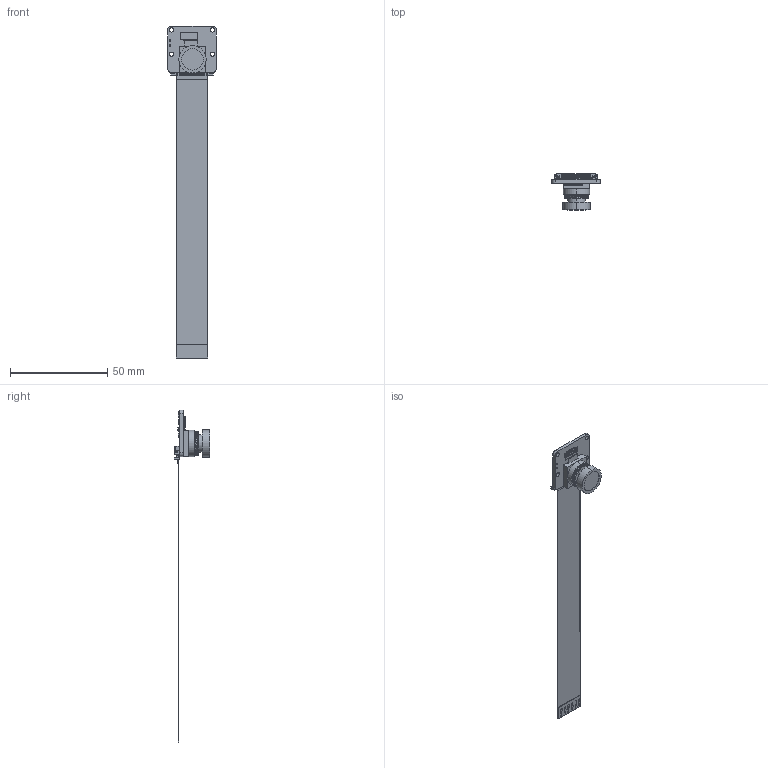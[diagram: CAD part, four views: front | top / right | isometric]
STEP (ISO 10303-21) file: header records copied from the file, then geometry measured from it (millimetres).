
FILE_DESCRIPTION (( 'STEP AP214' ), '1' );
FILE_NAME ('B0193.STEP', '2020-06-18T06:08:00', ( 'arducam007' ), ( '' ), 'SwSTEP 2.0', 'SolidWorks 2018', '' );
FILE_SCHEMA (( 'AUTOMOTIVE_DESIGN' ));
Length unit declared in the file: millimetre
Products named in the file (5): UC-609; B0193; 9; 15pin （15cm）FPC; 8
Assembly tree (4 placements, depth 2):
  B0193
    UC-609
    15pin （15cm）FPC
    9
    8
Bounding box: 25 x 18.46 x 170.28 mm (x, y, z)
Volume: 3331.2 mm3; surface area: 8866.4 mm2
Topology: 43 solids, 43 shells, 4338 faces, 11693 edges, 7329 vertices
Faces by surface type: plane 2963, cylinder 758, bspline 310, cone 120, sphere 108, torus 79
Entity records: 205594 total; most frequent: CARTESIAN_POINT 52554, ORIENTED_EDGE 23114, DIRECTION 20233, EDGE_CURVE 11557, LINE 8857, VECTOR 8857, VERTEX_POINT 7329, AXIS2_PLACEMENT_3D 5688
